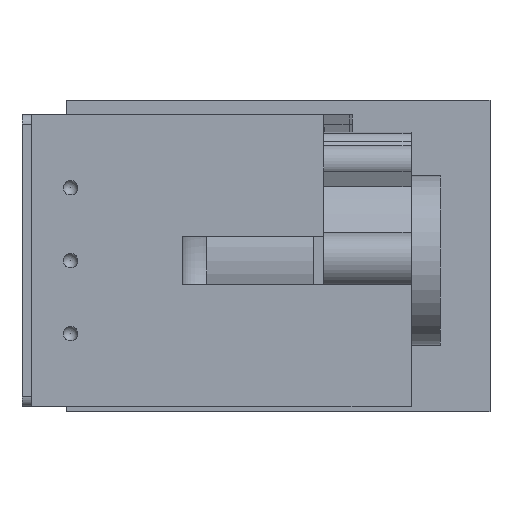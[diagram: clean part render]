
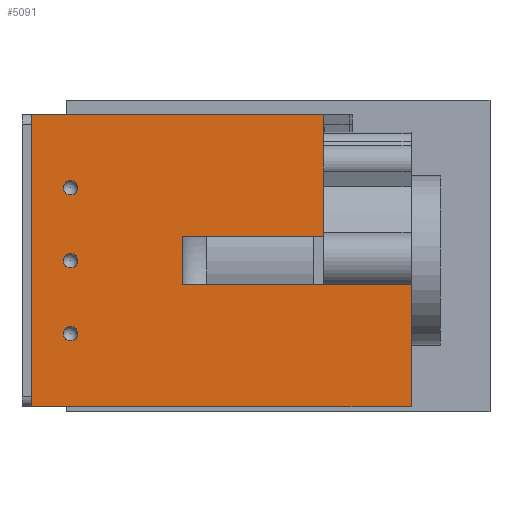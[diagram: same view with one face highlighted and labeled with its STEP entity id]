
A CAD part, left-side view. The second image highlights one B-rep face of the part: STEP entity #5091.
In plain terms, the highlighted planar face has unit normal (-1, 0, 0).
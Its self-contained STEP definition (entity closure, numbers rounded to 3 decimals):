
#318=FACE_BOUND('',#917,.T.);
#319=FACE_BOUND('',#918,.T.);
#320=FACE_BOUND('',#919,.T.);
#378=PLANE('',#5533);
#605=FACE_OUTER_BOUND('',#916,.T.);
#916=EDGE_LOOP('',(#3983,#3984,#3985,#3986,#3987,#3988,#3989,#3990));
#917=EDGE_LOOP('',(#3991));
#918=EDGE_LOOP('',(#3992));
#919=EDGE_LOOP('',(#3993));
#1190=LINE('',#8245,#1633);
#1197=LINE('',#8263,#1640);
#1209=LINE('',#8411,#1652);
#1213=LINE('',#8418,#1656);
#1256=LINE('',#9291,#1699);
#1263=LINE('',#9620,#1706);
#1264=LINE('',#9622,#1707);
#1265=LINE('',#9623,#1708);
#1633=VECTOR('',#5995,10.);
#1640=VECTOR('',#6008,10.);
#1652=VECTOR('',#6042,10.);
#1656=VECTOR('',#6048,10.);
#1699=VECTOR('',#6313,10.);
#1706=VECTOR('',#6352,10.);
#1707=VECTOR('',#6353,10.);
#1708=VECTOR('',#6354,10.);
#2020=CIRCLE('',#5409,1.5);
#2022=CIRCLE('',#5412,1.5);
#2024=CIRCLE('',#5415,1.5);
#2252=VERTEX_POINT('',#8242);
#2253=VERTEX_POINT('',#8244);
#2260=VERTEX_POINT('',#8260);
#2261=VERTEX_POINT('',#8262);
#2279=VERTEX_POINT('',#8410);
#2281=VERTEX_POINT('',#8416);
#2282=VERTEX_POINT('',#8423);
#2284=VERTEX_POINT('',#8428);
#2286=VERTEX_POINT('',#8433);
#2374=VERTEX_POINT('',#9619);
#2375=VERTEX_POINT('',#9621);
#2778=EDGE_CURVE('',#2253,#2252,#1190,.T.);
#2786=EDGE_CURVE('',#2261,#2260,#1197,.T.);
#2810=EDGE_CURVE('',#2279,#2261,#1209,.T.);
#2814=EDGE_CURVE('',#2260,#2281,#1213,.T.);
#2817=EDGE_CURVE('',#2282,#2282,#2020,.T.);
#2819=EDGE_CURVE('',#2284,#2284,#2022,.T.);
#2821=EDGE_CURVE('',#2286,#2286,#2024,.T.);
#2950=EDGE_CURVE('',#2281,#2253,#1256,.T.);
#2972=EDGE_CURVE('',#2252,#2374,#1263,.T.);
#2973=EDGE_CURVE('',#2375,#2374,#1264,.T.);
#2974=EDGE_CURVE('',#2279,#2375,#1265,.T.);
#3983=ORIENTED_EDGE('',*,*,#2972,.T.);
#3984=ORIENTED_EDGE('',*,*,#2973,.F.);
#3985=ORIENTED_EDGE('',*,*,#2974,.F.);
#3986=ORIENTED_EDGE('',*,*,#2810,.T.);
#3987=ORIENTED_EDGE('',*,*,#2786,.T.);
#3988=ORIENTED_EDGE('',*,*,#2814,.T.);
#3989=ORIENTED_EDGE('',*,*,#2950,.T.);
#3990=ORIENTED_EDGE('',*,*,#2778,.T.);
#3991=ORIENTED_EDGE('',*,*,#2817,.T.);
#3992=ORIENTED_EDGE('',*,*,#2819,.T.);
#3993=ORIENTED_EDGE('',*,*,#2821,.T.);
#5091=ADVANCED_FACE('',(#605,#318,#319,#320),#378,.T.);
#5409=AXIS2_PLACEMENT_3D('',#8424,#6055,#6056);
#5412=AXIS2_PLACEMENT_3D('',#8429,#6061,#6062);
#5415=AXIS2_PLACEMENT_3D('',#8434,#6067,#6068);
#5533=AXIS2_PLACEMENT_3D('',#9618,#6350,#6351);
#5995=DIRECTION('',(0.,1.,0.));
#6008=DIRECTION('',(0.,0.,1.));
#6042=DIRECTION('',(0.,1.,0.));
#6048=DIRECTION('',(0.,-1.,0.));
#6055=DIRECTION('center_axis',(1.,0.,0.));
#6056=DIRECTION('ref_axis',(0.,0.,-1.));
#6061=DIRECTION('center_axis',(1.,0.,0.));
#6062=DIRECTION('ref_axis',(0.,0.,-1.));
#6067=DIRECTION('center_axis',(1.,0.,0.));
#6068=DIRECTION('ref_axis',(0.,0.,-1.));
#6313=DIRECTION('',(0.,0.,1.));
#6350=DIRECTION('center_axis',(-1.,0.,0.));
#6351=DIRECTION('ref_axis',(0.,0.,1.));
#6352=DIRECTION('',(0.,0.,-1.));
#6353=DIRECTION('',(0.,1.,0.));
#6354=DIRECTION('',(0.,0.,-1.));
#8242=CARTESIAN_POINT('',(-45.,78.,30.));
#8244=CARTESIAN_POINT('',(-45.,18.,30.));
#8245=CARTESIAN_POINT('',(-45.,0.,30.));
#8260=CARTESIAN_POINT('',(-45.,47.,5.));
#8262=CARTESIAN_POINT('',(-45.,47.,-5.));
#8263=CARTESIAN_POINT('',(-45.,47.,-17.5));
#8410=CARTESIAN_POINT('',(-45.,0.,-5.));
#8411=CARTESIAN_POINT('',(-45.,10.,-5.));
#8416=CARTESIAN_POINT('',(-45.,18.,5.));
#8418=CARTESIAN_POINT('',(-45.,23.5,5.));
#8423=CARTESIAN_POINT('',(-45.,71.5,-15.));
#8424=CARTESIAN_POINT('Origin',(-45.,70.,-15.));
#8428=CARTESIAN_POINT('',(-45.,71.5,0.));
#8429=CARTESIAN_POINT('Origin',(-45.,70.,0.));
#8433=CARTESIAN_POINT('',(-45.,71.5,15.));
#8434=CARTESIAN_POINT('Origin',(-45.,70.,15.));
#9291=CARTESIAN_POINT('',(-45.,18.,-1.));
#9618=CARTESIAN_POINT('Origin',(-45.,0.,-30.));
#9619=CARTESIAN_POINT('',(-45.,78.,-30.));
#9620=CARTESIAN_POINT('',(-45.,78.,-15.));
#9621=CARTESIAN_POINT('',(-45.,0.,-30.));
#9622=CARTESIAN_POINT('',(-45.,0.,-30.));
#9623=CARTESIAN_POINT('',(-45.,0.,30.));
